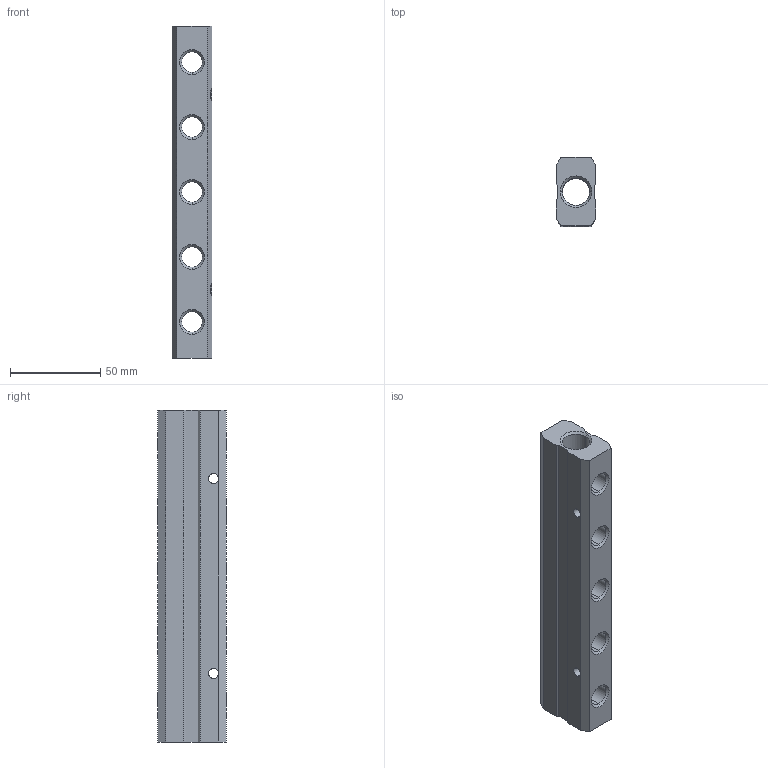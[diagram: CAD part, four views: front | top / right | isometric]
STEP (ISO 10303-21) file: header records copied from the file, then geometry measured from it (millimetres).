
FILE_DESCRIPTION (( 'STEP AP214' ), '1' );
FILE_NAME ('060480011BFAG.STEP', '2020-12-15T14:28:39', ( 'admin' ), ( '' ), 'SwSTEP 2.0', 'SolidWorks 2016', '' );
FILE_SCHEMA (( 'AUTOMOTIVE_DESIGN' ));
Length unit declared in the file: millimetre
Products named in the file (1): 060480011BFAG
Bounding box: 22 x 38 x 184 mm (x, y, z)
Volume: 99907.3 mm3; surface area: 33869.3 mm2
Topology: 1 solids, 1 shells, 80 faces, 210 edges, 132 vertices
Faces by surface type: cylinder 34, cone 24, plane 22
Entity records: 3648 total; most frequent: CARTESIAN_POINT 1315, DIRECTION 424, ORIENTED_EDGE 420, EDGE_CURVE 210, AXIS2_PLACEMENT_3D 157, VERTEX_POINT 132, LINE 110, VECTOR 110
